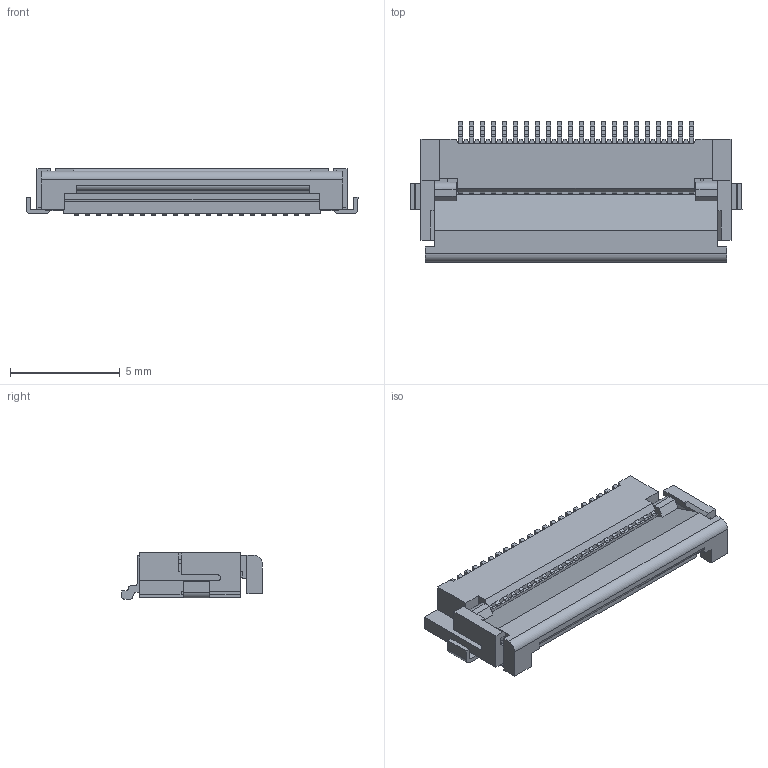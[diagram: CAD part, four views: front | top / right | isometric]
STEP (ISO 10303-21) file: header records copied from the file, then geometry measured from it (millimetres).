
FILE_DESCRIPTION(/* description */ (''),/* implementation_level */ '2;1');
FILE_NAME(/* name */ 'FH12-22S-0.5SH(55).step',/* time_stamp */ '2022-01-22T11:56:33-05:00',/* author */ (''),/* organization */ (''),/* preprocessor_version */ 'ST-DEVELOPER v18.1',/* originating_system */ 'Autodesk Translation Framework v10.13.0.1454',/* authorisation */ '');
FILE_SCHEMA (('AUTOMOTIVE_DESIGN { 1 0 10303 214 3 1 1 }'));
Length unit declared in the file: millimetre
Products named in the file (2): FH12-22S-0.5SH; FH12-22S-0.5SH_Èª
Assembly tree (1 placements, depth 2):
  FH12-22S-0.5SH
    FH12-22S-0.5SH_Èª
Bounding box: 15.1 x 6.4 x 2.1 mm (x, y, z)
Volume: 115.2 mm3; surface area: 404.4 mm2
Topology: 1 solids, 1 shells, 850 faces, 2460 edges, 1606 vertices
Faces by surface type: plane 700, cylinder 150
Entity records: 28155 total; most frequent: ORIENTED_EDGE 4920, CARTESIAN_POINT 4919, DIRECTION 4468, EDGE_CURVE 2460, LINE 2158, VECTOR 2158, VERTEX_POINT 1606, AXIS2_PLACEMENT_3D 1155
